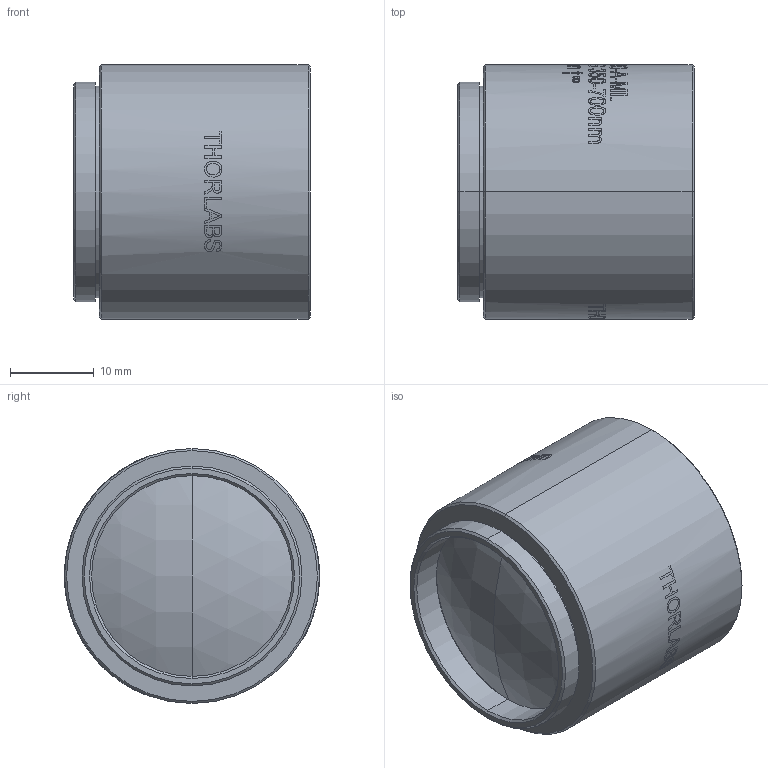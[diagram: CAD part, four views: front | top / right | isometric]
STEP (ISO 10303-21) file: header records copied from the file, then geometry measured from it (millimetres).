
FILE_DESCRIPTION (( 'STEP AP214' ), '1' );
FILE_NAME ('21752-E0W.STEP', '2011-01-26T17:00:30', ( 'Admin' ), ( 'Thorlabs, Inc.' ), 'SwSTEP 2.0', 'SolidWorks 2009', '' );
FILE_SCHEMA (( 'AUTOMOTIVE_DESIGN' ));
Length unit declared in the file: millimetre
Products named in the file (1): 21752-E0W
Bounding box: 28.25 x 30.48 x 30.48 mm (x, y, z)
Volume: 15658.9 mm3; surface area: 11148 mm2
Topology: 5 solids, 5 shells, 164 faces, 821 edges, 751 vertices
Faces by surface type: cylinder 103, cone 30, plane 19, sphere 12
Entity records: 16938 total; most frequent: CARTESIAN_POINT 8468, ORIENTED_EDGE 1642, DIRECTION 1072, EDGE_CURVE 821, VERTEX_POINT 751, AXIS2_PLACEMENT_3D 435, B_SPLINE_CURVE_WITH_KNOTS 349, CIRCLE 270
